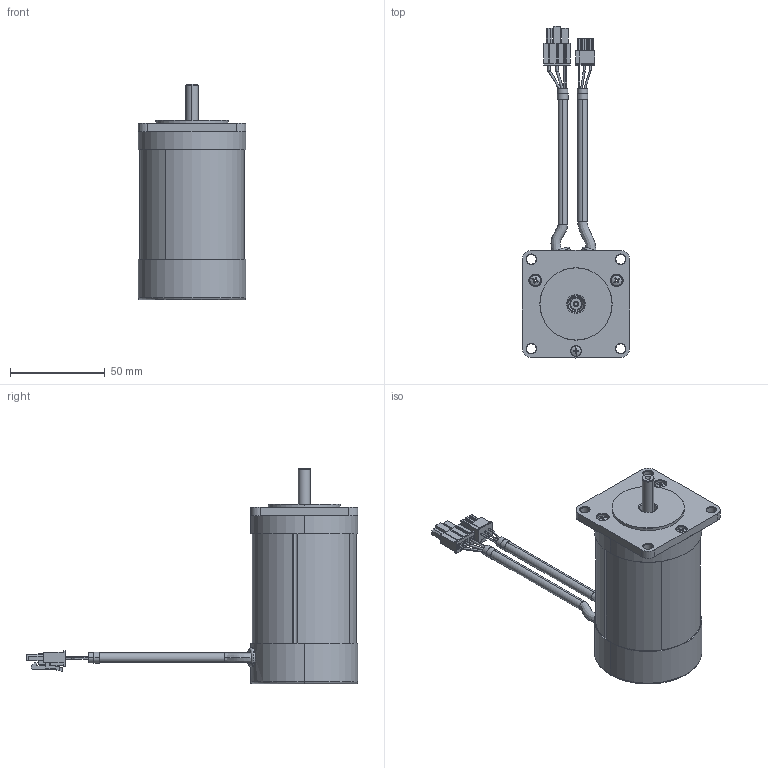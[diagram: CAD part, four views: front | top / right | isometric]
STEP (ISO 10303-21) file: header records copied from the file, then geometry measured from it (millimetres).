
FILE_DESCRIPTION (( 'STEP AP203' ), '1' );
FILE_NAME ('R57BLB130L3.STEP', '2018-05-31T08:20:00', ( 'User' ), ( 'China' ), 'SwSTEP 2.0', 'SolidWorks 2012', '' );
FILE_SCHEMA (( 'CONFIG_CONTROL_DESIGN' ));
Length unit declared in the file: millimetre
Products named in the file (1): R57BLB130L3
Bounding box: 56.6 x 174.86 x 113.5 mm (x, y, z)
Surface area: 31194.4 mm2 (no closed solid volume)
Topology: 0 solids, 20 shells, 427 faces, 1349 edges, 932 vertices
Faces by surface type: plane 259, cylinder 98, torus 26, bspline 20, cone 18, sphere 6
Entity records: 15888 total; most frequent: CARTESIAN_POINT 3992, DIRECTION 2449, ORIENTED_EDGE 2228, EDGE_CURVE 1349, VECTOR 937, LINE 937, VERTEX_POINT 932, AXIS2_PLACEMENT_3D 756
